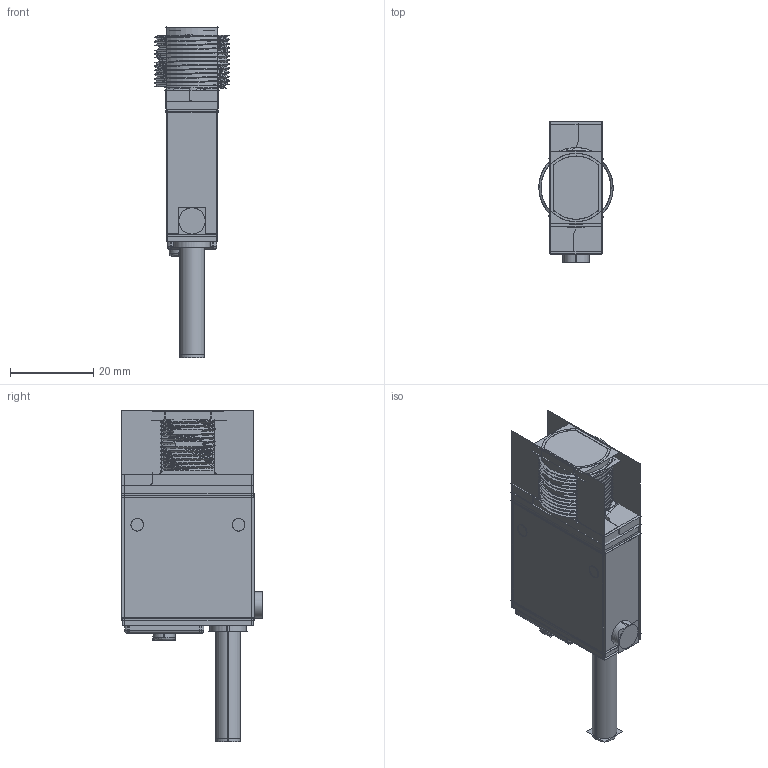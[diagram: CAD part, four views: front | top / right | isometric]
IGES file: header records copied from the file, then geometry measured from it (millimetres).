
Start section:  PTC IGES file: 154459.igs
Global section: file name: 154459.igs; native system: Creo Parametric by Parametric Technology Corporation; preprocessor: 2013230; author: PDMAdmin; organization: Unknown; date: 20160406.161333; units: millimetre
Bounding box: 17.86 x 33.94 x 79.85 mm (x, y, z)
Volume: 7502.3 mm3; surface area: 79565.7 mm2
Topology: 10 solids, 11 shells, 1218 faces, 6208 edges, 7804 vertices
Faces by surface type: bspline 676, revolution 542
